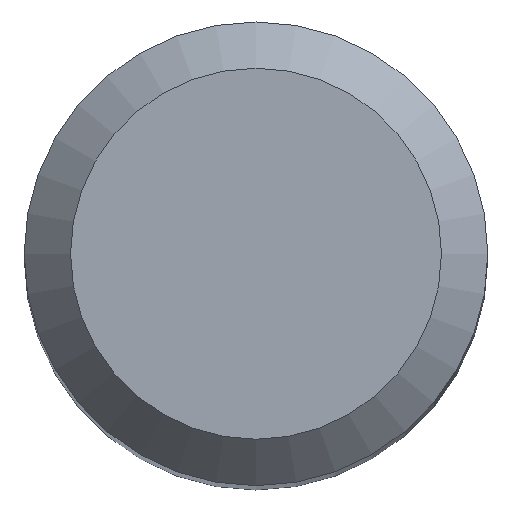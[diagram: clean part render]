
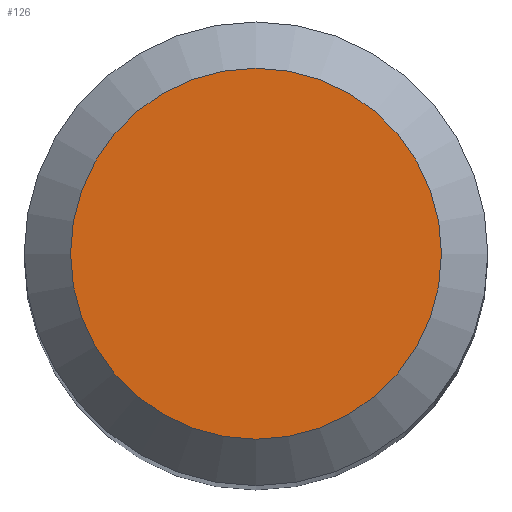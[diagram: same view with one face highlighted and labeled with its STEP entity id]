
A CAD part, top view. The second image highlights one B-rep face of the part: STEP entity #126.
In plain terms, the highlighted planar face has unit normal (0, 0, 1).
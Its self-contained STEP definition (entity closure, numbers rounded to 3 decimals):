
#15 = FACE_OUTER_BOUND ( 'NONE', #150, .T. ) ;
#40 = CARTESIAN_POINT ( 'NONE',  ( 0., 0., 79. ) ) ;
#42 = ORIENTED_EDGE ( 'NONE', *, *, #254, .F. ) ;
#50 = CARTESIAN_POINT ( 'NONE',  ( 0., 0., 79. ) ) ;
#63 = DIRECTION ( 'NONE',  ( 0., 0., -1. ) ) ;
#79 = VERTEX_POINT ( 'NONE', #203 ) ;
#101 = DIRECTION ( 'NONE',  ( 0., 1., 0. ) ) ;
#126 = ADVANCED_FACE ( 'NONE', ( #15 ), #165, .F. ) ;
#139 = CIRCLE ( 'NONE', #161, 3.2 ) ;
#150 = EDGE_LOOP ( 'NONE', ( #42 ) ) ;
#161 = AXIS2_PLACEMENT_3D ( 'NONE', #50, #178, #244 ) ;
#165 = PLANE ( 'NONE',  #190 ) ;
#178 = DIRECTION ( 'NONE',  ( 0., 0., -1. ) ) ;
#190 = AXIS2_PLACEMENT_3D ( 'NONE', #40, #63, #101 ) ;
#203 = CARTESIAN_POINT ( 'NONE',  ( 0., 3.2, 79. ) ) ;
#244 = DIRECTION ( 'NONE',  ( 0., 1., 0. ) ) ;
#254 = EDGE_CURVE ( 'NONE', #79, #79, #139, .T. ) ;
